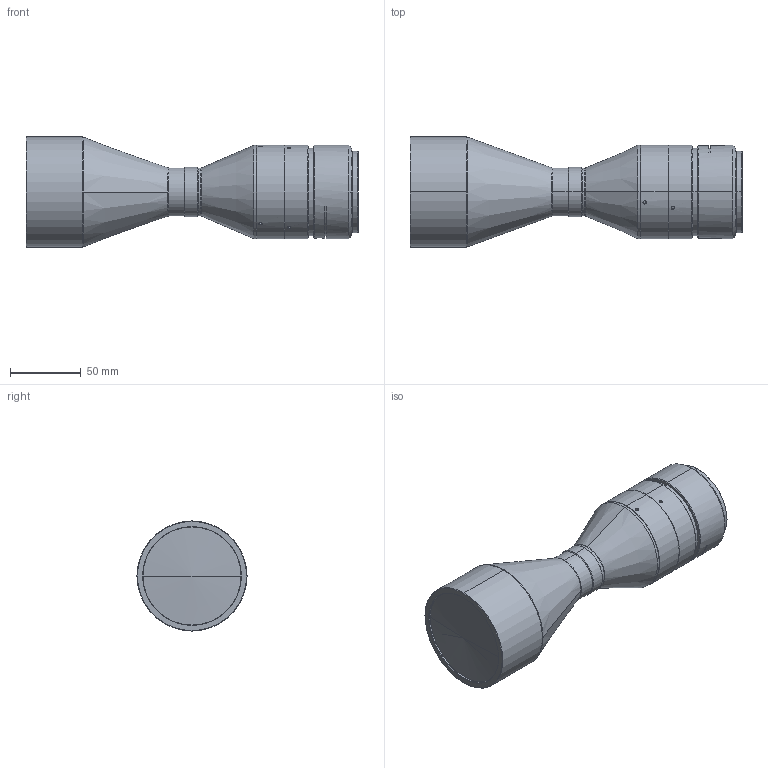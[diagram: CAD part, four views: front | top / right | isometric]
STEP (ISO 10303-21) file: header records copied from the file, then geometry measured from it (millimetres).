
FILE_DESCRIPTION (( 'STEP AP203' ), '1' );
FILE_NAME ('DTCM175-56-M58-AL.STEP', '2019-11-14T07:45:41', ( 'Windows 蚚誧' ), ( '' ), 'SwSTEP 2.0', 'SolidWorks 2017', '' );
FILE_SCHEMA (( 'CONFIG_CONTROL_DESIGN' ));
Length unit declared in the file: millimetre
Products named in the file (1): DTCM175-56-M58-AL
Bounding box: 235.26 x 78 x 78 mm (x, y, z)
Volume: 688452.1 mm3; surface area: 55432.9 mm2
Topology: 2 solids, 2 shells, 112 faces, 268 edges, 169 vertices
Faces by surface type: cylinder 55, cone 30, plane 20, bspline 7
Entity records: 3970 total; most frequent: CARTESIAN_POINT 1315, DIRECTION 555, ORIENTED_EDGE 528, EDGE_CURVE 264, AXIS2_PLACEMENT_3D 228, VERTEX_POINT 169, EDGE_LOOP 127, CIRCLE 122
